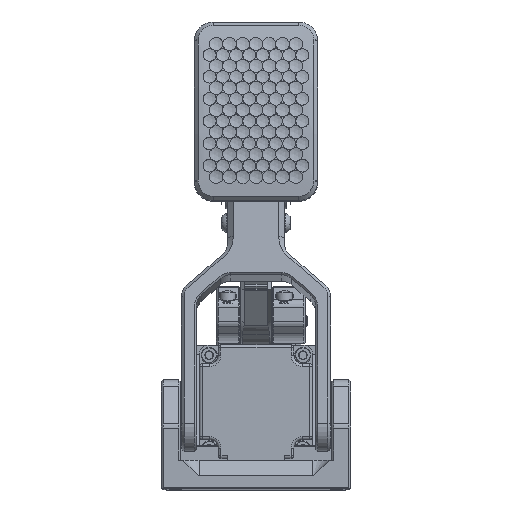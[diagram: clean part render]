
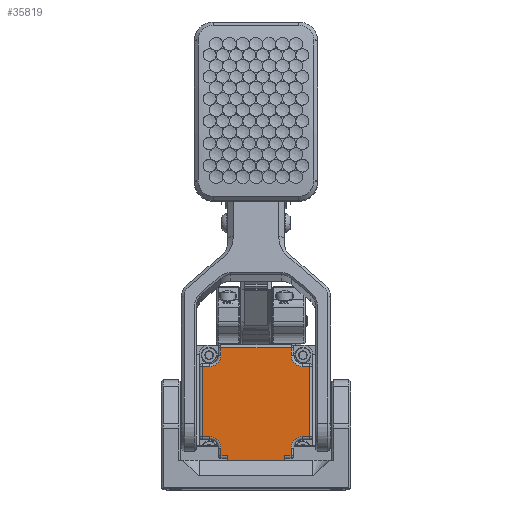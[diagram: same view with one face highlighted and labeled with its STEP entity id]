
A CAD part, top view. The second image highlights one B-rep face of the part: STEP entity #35819.
In plain terms, the highlighted planar face has unit normal (0, 0, 1).
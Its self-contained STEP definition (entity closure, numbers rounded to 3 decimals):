
#2385=PLANE('',#39195);
#4541=LINE('',#69418,#7471);
#4544=LINE('',#69425,#7474);
#4546=LINE('',#69434,#7476);
#4547=LINE('',#69436,#7477);
#4550=LINE('',#69443,#7480);
#4552=LINE('',#69452,#7482);
#4553=LINE('',#69454,#7483);
#4555=LINE('',#69458,#7485);
#4558=LINE('',#69478,#7488);
#4667=LINE('',#69817,#7597);
#4673=LINE('',#69832,#7603);
#4675=LINE('',#69838,#7605);
#4767=LINE('',#70077,#7697);
#4768=LINE('',#70080,#7698);
#4769=LINE('',#70083,#7699);
#4770=LINE('',#70084,#7700);
#7471=VECTOR('',#47173,10.);
#7474=VECTOR('',#47180,10.);
#7476=VECTOR('',#47192,10.);
#7477=VECTOR('',#47195,10.);
#7480=VECTOR('',#47202,10.);
#7482=VECTOR('',#47214,10.);
#7483=VECTOR('',#47217,10.);
#7485=VECTOR('',#47221,10.);
#7488=VECTOR('',#47244,10.);
#7597=VECTOR('',#47599,10.);
#7603=VECTOR('',#47615,10.);
#7605=VECTOR('',#47621,10.);
#7697=VECTOR('',#47861,10.);
#7698=VECTOR('',#47864,10.);
#7699=VECTOR('',#47867,10.);
#7700=VECTOR('',#47868,10.);
#10674=FACE_OUTER_BOUND('',#12964,.T.);
#12964=EDGE_LOOP('',(#31380,#31381,#31382,#31383,#31384,#31385,#31386,#31387,
#31388,#31389,#31390,#31391,#31392,#31393,#31394,#31395,#31396,#31397,#31398,
#31399));
#14618=CIRCLE('',#38970,6.);
#14622=CIRCLE('',#38978,6.);
#14712=CIRCLE('',#39196,6.);
#14713=CIRCLE('',#39197,6.);
#17313=VERTEX_POINT('',#69018);
#17378=VERTEX_POINT('',#69381);
#17381=VERTEX_POINT('',#69388);
#17384=VERTEX_POINT('',#69395);
#17387=VERTEX_POINT('',#69402);
#17390=VERTEX_POINT('',#69409);
#17393=VERTEX_POINT('',#69416);
#17394=VERTEX_POINT('',#69421);
#17396=VERTEX_POINT('',#69427);
#17398=VERTEX_POINT('',#69439);
#17400=VERTEX_POINT('',#69445);
#17402=VERTEX_POINT('',#69457);
#17406=VERTEX_POINT('',#69468);
#17409=VERTEX_POINT('',#69476);
#17510=VERTEX_POINT('',#69816);
#17514=VERTEX_POINT('',#69830);
#17515=VERTEX_POINT('',#69834);
#17589=VERTEX_POINT('',#70076);
#17590=VERTEX_POINT('',#70079);
#17591=VERTEX_POINT('',#70081);
#22032=EDGE_CURVE('',#17393,#17390,#4541,.T.);
#22036=EDGE_CURVE('',#17390,#17394,#4544,.T.);
#22039=EDGE_CURVE('',#17394,#17396,#14618,.T.);
#22041=EDGE_CURVE('',#17396,#17387,#4546,.T.);
#22042=EDGE_CURVE('',#17387,#17384,#4547,.T.);
#22046=EDGE_CURVE('',#17384,#17398,#4550,.T.);
#22049=EDGE_CURVE('',#17398,#17400,#14622,.T.);
#22051=EDGE_CURVE('',#17400,#17381,#4552,.T.);
#22052=EDGE_CURVE('',#17381,#17378,#4553,.T.);
#22054=EDGE_CURVE('',#17313,#17402,#4555,.T.);
#22064=EDGE_CURVE('',#17409,#17406,#4558,.T.);
#22230=EDGE_CURVE('',#17402,#17510,#4667,.T.);
#22238=EDGE_CURVE('',#17514,#17313,#4673,.T.);
#22241=EDGE_CURVE('',#17378,#17515,#4675,.T.);
#22357=EDGE_CURVE('',#17510,#17589,#4767,.T.);
#22358=EDGE_CURVE('',#17515,#17514,#14712,.T.);
#22359=EDGE_CURVE('',#17590,#17393,#4768,.T.);
#22360=EDGE_CURVE('',#17591,#17590,#14713,.T.);
#22361=EDGE_CURVE('',#17406,#17591,#4769,.T.);
#22362=EDGE_CURVE('',#17409,#17589,#4770,.T.);
#31380=ORIENTED_EDGE('',*,*,#22357,.F.);
#31381=ORIENTED_EDGE('',*,*,#22230,.F.);
#31382=ORIENTED_EDGE('',*,*,#22054,.F.);
#31383=ORIENTED_EDGE('',*,*,#22238,.F.);
#31384=ORIENTED_EDGE('',*,*,#22358,.F.);
#31385=ORIENTED_EDGE('',*,*,#22241,.F.);
#31386=ORIENTED_EDGE('',*,*,#22052,.F.);
#31387=ORIENTED_EDGE('',*,*,#22051,.F.);
#31388=ORIENTED_EDGE('',*,*,#22049,.F.);
#31389=ORIENTED_EDGE('',*,*,#22046,.F.);
#31390=ORIENTED_EDGE('',*,*,#22042,.F.);
#31391=ORIENTED_EDGE('',*,*,#22041,.F.);
#31392=ORIENTED_EDGE('',*,*,#22039,.F.);
#31393=ORIENTED_EDGE('',*,*,#22036,.F.);
#31394=ORIENTED_EDGE('',*,*,#22032,.F.);
#31395=ORIENTED_EDGE('',*,*,#22359,.F.);
#31396=ORIENTED_EDGE('',*,*,#22360,.F.);
#31397=ORIENTED_EDGE('',*,*,#22361,.F.);
#31398=ORIENTED_EDGE('',*,*,#22064,.F.);
#31399=ORIENTED_EDGE('',*,*,#22362,.T.);
#35819=ADVANCED_FACE('',(#10674),#2385,.F.);
#38970=AXIS2_PLACEMENT_3D('',#69431,#47187,#47188);
#38978=AXIS2_PLACEMENT_3D('',#69449,#47209,#47210);
#39195=AXIS2_PLACEMENT_3D('',#70075,#47859,#47860);
#39196=AXIS2_PLACEMENT_3D('',#70078,#47862,#47863);
#39197=AXIS2_PLACEMENT_3D('',#70082,#47865,#47866);
#47173=DIRECTION('',(0.,1.,0.));
#47180=DIRECTION('',(1.,0.,0.));
#47187=DIRECTION('center_axis',(0.,0.,
1.));
#47188=DIRECTION('ref_axis',(0.707,-0.707,0.));
#47192=DIRECTION('',(0.,1.,0.));
#47195=DIRECTION('',(1.,0.,0.));
#47202=DIRECTION('',(0.,-1.,0.));
#47209=DIRECTION('center_axis',(0.,0.,
1.));
#47210=DIRECTION('ref_axis',(-0.707,-0.707,0.));
#47214=DIRECTION('',(1.,0.,0.));
#47217=DIRECTION('',(0.,-1.,0.));
#47221=DIRECTION('',(-1.,0.,0.));
#47244=DIRECTION('',(-1.,0.,0.));
#47599=DIRECTION('',(0.,-1.,0.));
#47615=DIRECTION('',(0.,-1.,0.));
#47621=DIRECTION('',(-1.,0.,0.));
#47859=DIRECTION('center_axis',(0.,0.,
-1.));
#47860=DIRECTION('ref_axis',(0.,-1.,0.));
#47861=DIRECTION('',(-1.,0.,0.));
#47862=DIRECTION('center_axis',(0.,0.,
1.));
#47863=DIRECTION('ref_axis',(-0.707,0.707,0.));
#47864=DIRECTION('',(-1.,0.,0.));
#47865=DIRECTION('center_axis',(0.,0.,
1.));
#47866=DIRECTION('ref_axis',(0.707,0.707,0.));
#47867=DIRECTION('',(0.,1.,0.));
#47868=DIRECTION('',(0.,-1.,0.));
#69018=CARTESIAN_POINT('',(18.5,15.012,173.578));
#69381=CARTESIAN_POINT('',(28.5,25.012,173.578));
#69388=CARTESIAN_POINT('',(28.5,62.012,173.578));
#69395=CARTESIAN_POINT('',(18.5,72.012,173.578));
#69402=CARTESIAN_POINT('',(-18.5,72.012,173.578));
#69409=CARTESIAN_POINT('',(-28.5,62.012,173.578));
#69416=CARTESIAN_POINT('',(-28.5,25.012,173.578));
#69418=CARTESIAN_POINT('',(-28.5,28.512,173.578));
#69421=CARTESIAN_POINT('',(-24.5,62.012,173.578));
#69425=CARTESIAN_POINT('',(-15.,62.012,173.578));
#69427=CARTESIAN_POINT('',(-18.5,68.012,173.578));
#69431=CARTESIAN_POINT('Origin',(-24.5,68.012,173.578));
#69434=CARTESIAN_POINT('',(-18.5,53.737,173.578));
#69436=CARTESIAN_POINT('',(-15.,72.012,173.578));
#69439=CARTESIAN_POINT('',(18.5,68.012,173.578));
#69443=CARTESIAN_POINT('',(18.5,58.512,173.578));
#69445=CARTESIAN_POINT('',(24.5,62.012,173.578));
#69449=CARTESIAN_POINT('Origin',(24.5,68.012,173.578));
#69452=CARTESIAN_POINT('',(10.225,62.012,173.578));
#69454=CARTESIAN_POINT('',(28.5,58.512,173.578));
#69457=CARTESIAN_POINT('',(15.,15.012,173.578));
#69458=CARTESIAN_POINT('',(15.,15.012,173.578));
#69468=CARTESIAN_POINT('',(-18.5,15.012,173.578));
#69476=CARTESIAN_POINT('',(-15.,15.012,173.578));
#69478=CARTESIAN_POINT('',(15.,15.012,173.578));
#69816=CARTESIAN_POINT('',(15.,12.56,173.578));
#69817=CARTESIAN_POINT('',(15.,13.512,173.578));
#69830=CARTESIAN_POINT('',(18.5,19.012,173.578));
#69832=CARTESIAN_POINT('',(18.5,33.287,173.578));
#69834=CARTESIAN_POINT('',(24.5,25.012,173.578));
#69838=CARTESIAN_POINT('',(15.,25.012,173.578));
#70075=CARTESIAN_POINT('Origin',(0.,43.512,
173.578));
#70076=CARTESIAN_POINT('',(-15.,12.56,173.578));
#70077=CARTESIAN_POINT('',(12.5,12.56,173.578));
#70078=CARTESIAN_POINT('Origin',(24.5,19.012,173.578));
#70079=CARTESIAN_POINT('',(-24.5,25.012,173.578));
#70080=CARTESIAN_POINT('',(-10.225,25.012,173.578));
#70081=CARTESIAN_POINT('',(-18.5,19.012,173.578));
#70082=CARTESIAN_POINT('Origin',(-24.5,19.012,173.578));
#70083=CARTESIAN_POINT('',(-18.5,28.512,173.578));
#70084=CARTESIAN_POINT('',(-15.,13.512,173.578));
